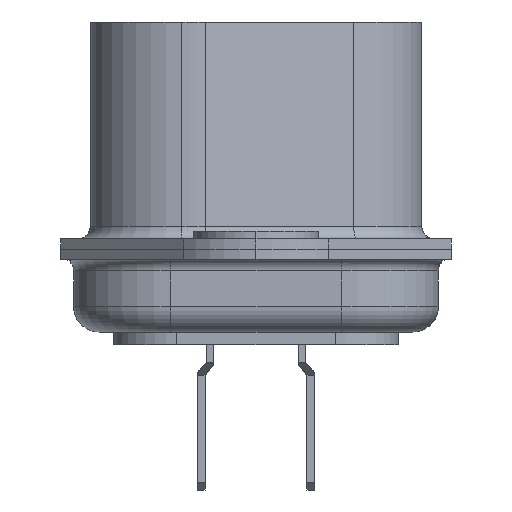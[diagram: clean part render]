
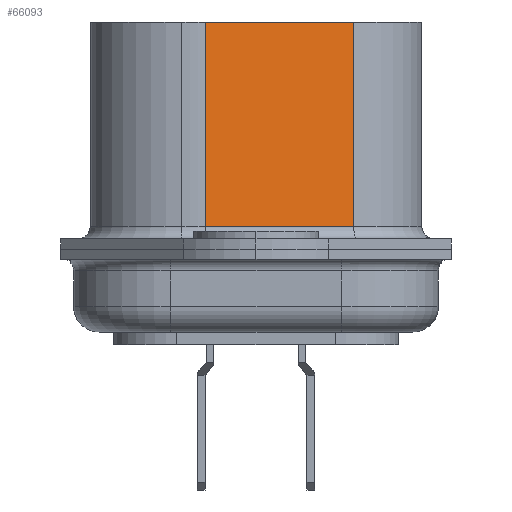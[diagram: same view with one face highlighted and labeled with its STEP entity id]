
A CAD part, left-side view. The second image highlights one B-rep face of the part: STEP entity #66093.
In plain terms, the highlighted planar face has unit normal (-0.966, -0.259, 0).
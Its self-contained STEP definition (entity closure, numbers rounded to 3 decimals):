
#826 = CARTESIAN_POINT ( 'NONE',  ( 6.467, -3.832, 9.3 ) ) ;
#1937 = CARTESIAN_POINT ( 'NONE',  ( 4.913, 1.968, 9.3 ) ) ;
#16718 = VERTEX_POINT ( 'NONE', #122962 ) ;
#17395 = VERTEX_POINT ( 'NONE', #35059 ) ;
#18437 = ORIENTED_EDGE ( 'NONE', *, *, #26418, .T. ) ;
#20880 = CARTESIAN_POINT ( 'NONE',  ( 6.467, -3.832, 9.3 ) ) ;
#26418 = EDGE_CURVE ( 'NONE', #133776, #135159, #75325, .T. ) ;
#29003 = VECTOR ( 'NONE', #127803, 1000. ) ;
#35059 = CARTESIAN_POINT ( 'NONE',  ( 6.467, -3.832, 1.3 ) ) ;
#39432 = DIRECTION ( 'NONE',  ( 0., 0., -1. ) ) ;
#39879 = ORIENTED_EDGE ( 'NONE', *, *, #76428, .F. ) ;
#42202 = VECTOR ( 'NONE', #114518, 1000. ) ;
#48484 = DIRECTION ( 'NONE',  ( 0.966, 0.259, 0. ) ) ;
#58032 = VECTOR ( 'NONE', #39432, 1000. ) ;
#65786 = DIRECTION ( 'NONE',  ( 0.259, -0.966, 0. ) ) ;
#66093 = ADVANCED_FACE ( 'NONE', ( #84404 ), #130387, .F. ) ;
#71087 = AXIS2_PLACEMENT_3D ( 'NONE', #826, #48484, #96081 ) ;
#72777 = ORIENTED_EDGE ( 'NONE', *, *, #138282, .F. ) ;
#75325 = LINE ( 'NONE', #1937, #58032 ) ;
#76428 = EDGE_CURVE ( 'NONE', #133776, #16718, #99347, .T. ) ;
#78634 = LINE ( 'NONE', #116017, #42202 ) ;
#84094 = CARTESIAN_POINT ( 'NONE',  ( 4.913, 1.968, 9.3 ) ) ;
#84404 = FACE_OUTER_BOUND ( 'NONE', #142703, .T. ) ;
#92930 = EDGE_CURVE ( 'NONE', #135159, #17395, #78634, .T. ) ;
#95511 = VECTOR ( 'NONE', #65786, 1000. ) ;
#96081 = DIRECTION ( 'NONE',  ( -0.259, 0.966, 0. ) ) ;
#99347 = LINE ( 'NONE', #125026, #95511 ) ;
#101375 = LINE ( 'NONE', #20880, #29003 ) ;
#102812 = CARTESIAN_POINT ( 'NONE',  ( 4.913, 1.968, 1.3 ) ) ;
#114518 = DIRECTION ( 'NONE',  ( 0.259, -0.966, 0. ) ) ;
#116017 = CARTESIAN_POINT ( 'NONE',  ( 6.467, -3.832, 1.3 ) ) ;
#122962 = CARTESIAN_POINT ( 'NONE',  ( 6.467, -3.832, 9.3 ) ) ;
#125026 = CARTESIAN_POINT ( 'NONE',  ( 6.467, -3.832, 9.3 ) ) ;
#127803 = DIRECTION ( 'NONE',  ( 0., 0., -1. ) ) ;
#130387 = PLANE ( 'NONE',  #71087 ) ;
#133776 = VERTEX_POINT ( 'NONE', #84094 ) ;
#135159 = VERTEX_POINT ( 'NONE', #102812 ) ;
#138282 = EDGE_CURVE ( 'NONE', #16718, #17395, #101375, .T. ) ;
#140030 = ORIENTED_EDGE ( 'NONE', *, *, #92930, .T. ) ;
#142703 = EDGE_LOOP ( 'NONE', ( #18437, #140030, #72777, #39879 ) ) ;
